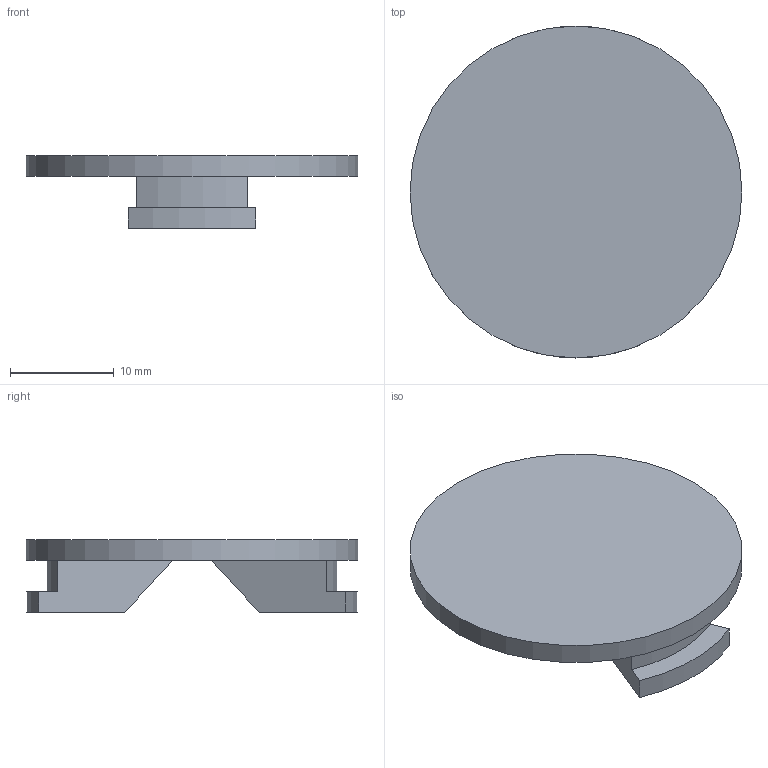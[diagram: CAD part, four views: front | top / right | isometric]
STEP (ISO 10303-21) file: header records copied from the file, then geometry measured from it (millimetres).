
FILE_DESCRIPTION(('FreeCAD Model'),'2;1');
FILE_NAME('quickLinkMale.step','2017-02-23T18:47:33',('Author'),(''), 'Open CASCADE STEP processor 6.8','FreeCAD','Unknown');
FILE_SCHEMA(('AUTOMOTIVE_DESIGN_CC2 { 1 2 10303 214 -1 1 5 4 }'));
Length unit declared in the file: millimetre
Products named in the file (2): ASSEMBLY; quickLinkMale
Assembly tree (1 placements, depth 2):
  ASSEMBLY
    quickLinkMale
Bounding box: 32 x 32 x 7 mm (x, y, z)
Volume: 2384.4 mm3; surface area: 2240.6 mm2
Topology: 1 solids, 1 shells, 19 faces, 49 edges, 34 vertices
Faces by surface type: plane 10, cylinder 7, cone 2
Full cylindrical faces by diameter (mm): 32 x1
Entity records: 1487 total; most frequent: CARTESIAN_POINT 462, DIRECTION 187, LINE 103, VECTOR 103, ORIENTED_EDGE 98, PCURVE 98, DEFINITIONAL_REPRESENTATION 98, EDGE_CURVE 49
